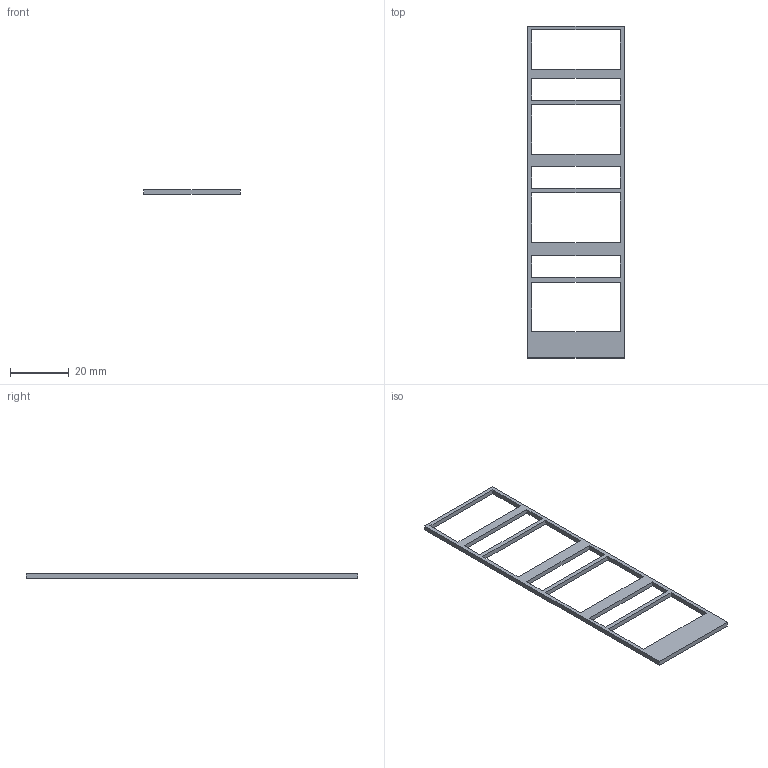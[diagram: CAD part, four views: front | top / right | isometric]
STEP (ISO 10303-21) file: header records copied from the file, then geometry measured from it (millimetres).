
FILE_DESCRIPTION(('FreeCAD Model'),'2;1');
FILE_NAME('Open CASCADE Shape Model','2024-07-14T02:29:44',('Author'),( ''),'Open CASCADE STEP processor 7.7','FreeCAD','Unknown');
FILE_SCHEMA(('AUTOMOTIVE_DESIGN { 1 0 10303 214 1 1 1 1 }'));
Length unit declared in the file: millimetre
Products named in the file (1): Body
Bounding box: 32.83 x 113.2 x 1.6 mm (x, y, z)
Volume: 1738.2 mm3; surface area: 3595.5 mm2
Topology: 1 solids, 1 shells, 37 faces, 105 edges, 70 vertices
Faces by surface type: plane 37
Entity records: 1229 total; most frequent: CARTESIAN_POINT 213, ORIENTED_EDGE 210, DIRECTION 181, EDGE_CURVE 105, LINE 105, VECTOR 105, VERTEX_POINT 70, FACE_BOUND 51
